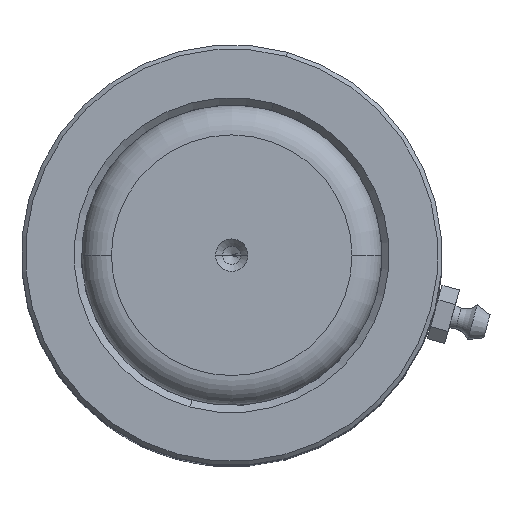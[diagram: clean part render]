
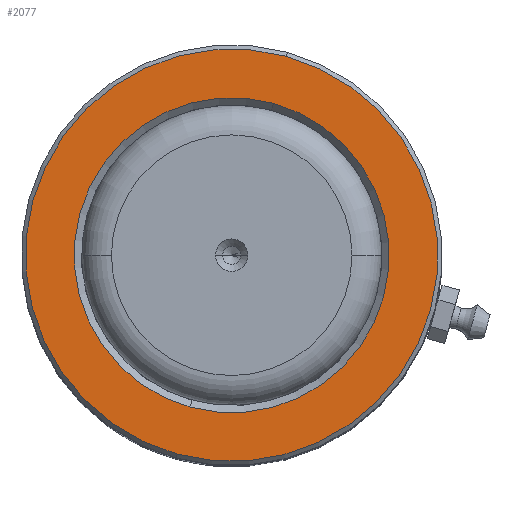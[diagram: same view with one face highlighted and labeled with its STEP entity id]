
A CAD part, top view. The second image highlights one B-rep face of the part: STEP entity #2077.
In plain terms, the highlighted planar face has unit normal (0, 0, 1).
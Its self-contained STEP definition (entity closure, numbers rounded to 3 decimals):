
#44 = DIRECTION ( 'NONE',  ( 0., 0., -1. ) ) ;
#124 = CARTESIAN_POINT ( 'NONE',  ( 0., 0., 120. ) ) ;
#598 = ORIENTED_EDGE ( 'NONE', *, *, #8128, .T. ) ;
#914 = CARTESIAN_POINT ( 'NONE',  ( 34.3, 0., 120. ) ) ;
#1467 = CARTESIAN_POINT ( 'NONE',  ( -34.3, 0., 120. ) ) ;
#1478 = DIRECTION ( 'NONE',  ( 0., 0., 1. ) ) ;
#1542 = DIRECTION ( 'NONE',  ( 1., 0., 0. ) ) ;
#2077 = ADVANCED_FACE ( 'NONE', ( #2595, #8850 ), #2411, .T. ) ;
#2109 = DIRECTION ( 'NONE',  ( 1., 0., 0. ) ) ;
#2224 = VERTEX_POINT ( 'NONE', #7700 ) ;
#2349 = AXIS2_PLACEMENT_3D ( 'NONE', #2964, #44, #1542 ) ;
#2411 = PLANE ( 'NONE',  #8840 ) ;
#2595 = FACE_OUTER_BOUND ( 'NONE', #4113, .T. ) ;
#2606 = EDGE_CURVE ( 'NONE', #8689, #2224, #7293, .T. ) ;
#2733 = VERTEX_POINT ( 'NONE', #1467 ) ;
#2879 = DIRECTION ( 'NONE',  ( 0., 0., -1. ) ) ;
#2964 = CARTESIAN_POINT ( 'NONE',  ( 0., 0., 120. ) ) ;
#2976 = EDGE_LOOP ( 'NONE', ( #3763, #5047 ) ) ;
#3134 = EDGE_CURVE ( 'NONE', #4802, #2733, #7957, .T. ) ;
#3640 = CARTESIAN_POINT ( 'NONE',  ( 0., 0., 120. ) ) ;
#3733 = DIRECTION ( 'NONE',  ( 0., 0., 1. ) ) ;
#3763 = ORIENTED_EDGE ( 'NONE', *, *, #8183, .T. ) ;
#4113 = EDGE_LOOP ( 'NONE', ( #598, #4726 ) ) ;
#4726 = ORIENTED_EDGE ( 'NONE', *, *, #3134, .T. ) ;
#4802 = VERTEX_POINT ( 'NONE', #914 ) ;
#5047 = ORIENTED_EDGE ( 'NONE', *, *, #2606, .T. ) ;
#5240 = DIRECTION ( 'NONE',  ( 0., 0., 1. ) ) ;
#5348 = CARTESIAN_POINT ( 'NONE',  ( 0., 0., 120. ) ) ;
#5431 = CIRCLE ( 'NONE', #7776, 34.3 ) ;
#5885 = CIRCLE ( 'NONE', #8757, 26.2 ) ;
#6571 = DIRECTION ( 'NONE',  ( 1., 0., 0. ) ) ;
#6699 = DIRECTION ( 'NONE',  ( 1., 0., 0. ) ) ;
#7205 = CARTESIAN_POINT ( 'NONE',  ( 0., 0., 120. ) ) ;
#7293 = CIRCLE ( 'NONE', #2349, 26.2 ) ;
#7700 = CARTESIAN_POINT ( 'NONE',  ( 26.2, 0., 120. ) ) ;
#7776 = AXIS2_PLACEMENT_3D ( 'NONE', #7205, #1478, #6571 ) ;
#7843 = CARTESIAN_POINT ( 'NONE',  ( -26.2, 0., 120. ) ) ;
#7957 = CIRCLE ( 'NONE', #9047, 34.3 ) ;
#8128 = EDGE_CURVE ( 'NONE', #2733, #4802, #5431, .T. ) ;
#8183 = EDGE_CURVE ( 'NONE', #2224, #8689, #5885, .T. ) ;
#8689 = VERTEX_POINT ( 'NONE', #7843 ) ;
#8757 = AXIS2_PLACEMENT_3D ( 'NONE', #3640, #2879, #2109 ) ;
#8840 = AXIS2_PLACEMENT_3D ( 'NONE', #124, #5240, #8881 ) ;
#8850 = FACE_BOUND ( 'NONE', #2976, .T. ) ;
#8881 = DIRECTION ( 'NONE',  ( 1., 0., 0. ) ) ;
#9047 = AXIS2_PLACEMENT_3D ( 'NONE', #5348, #3733, #6699 ) ;
